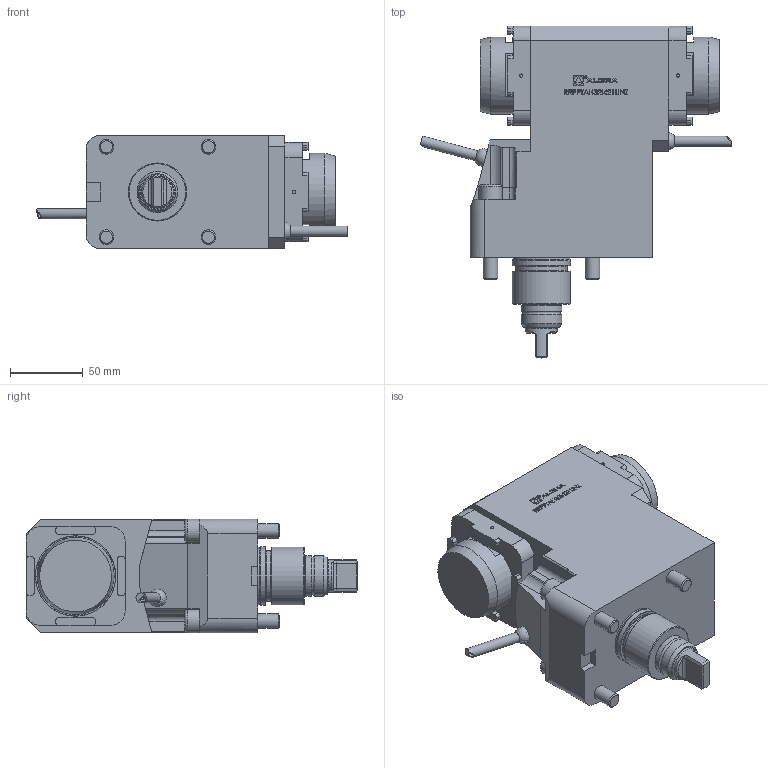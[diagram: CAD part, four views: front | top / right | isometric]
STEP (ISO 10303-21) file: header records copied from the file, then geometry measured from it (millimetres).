
FILE_DESCRIPTION (( 'STEP AP214' ), '1' );
FILE_NAME ('RRPPTAH32I421UNZ.STEP', '2025-10-07T11:55:40', ( '' ), ( '' ), 'SwSTEP 2.0', 'SolidWorks 2023', '' );
FILE_SCHEMA (( 'AUTOMOTIVE_DESIGN' ));
Length unit declared in the file: millimetre
Products named in the file (1): RRPPTAH32I421UNZ
Bounding box: 213.57 x 227.8 x 78 mm (x, y, z)
Volume: 1580357.2 mm3; surface area: 105793.5 mm2
Topology: 1 solids, 2 shells, 580 faces, 1516 edges, 1007 vertices
Faces by surface type: plane 374, cylinder 111, bspline 60, cone 23, torus 10, sphere 2
Full cylindrical faces by diameter (mm): 1.7 x1, 2.1 x1, 4 x1, 6.366 x1, 7 x2, 10 x4, 16 x2, 22 x1, 25 x1, 28 x2, 35.1 x1, 39.5 x1, 39.8 x1, 39.9 x1, 53 x2
Entity records: 24111 total; most frequent: CARTESIAN_POINT 6945, ORIENTED_EDGE 2894, DIRECTION 2577, EDGE_CURVE 1447, VECTOR 1025, LINE 1025, VERTEX_POINT 986, AXIS2_PLACEMENT_3D 776
